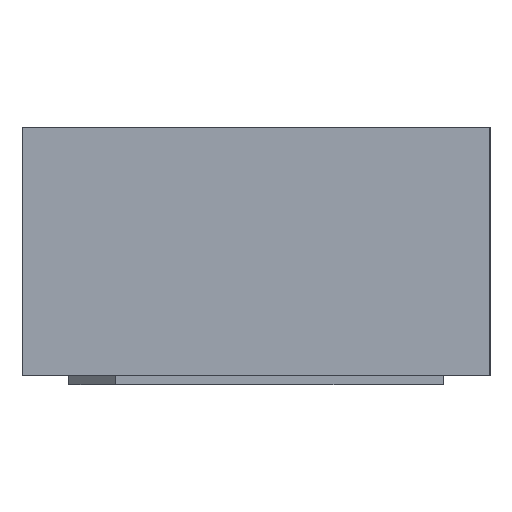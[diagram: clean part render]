
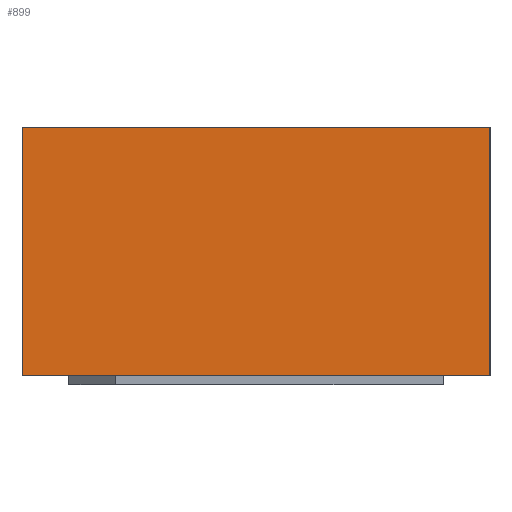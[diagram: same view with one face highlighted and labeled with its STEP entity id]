
A CAD part, left-side view. The second image highlights one B-rep face of the part: STEP entity #899.
In plain terms, the highlighted planar face has unit normal (-1, 0, 0).
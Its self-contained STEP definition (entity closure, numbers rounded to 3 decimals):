
#258 = VECTOR ( 'NONE', #1518, 1000. ) ;
#281 = VECTOR ( 'NONE', #2293, 1000. ) ;
#376 = PLANE ( 'NONE',  #3070 ) ;
#391 = ORIENTED_EDGE ( 'NONE', *, *, #3229, .T. ) ;
#440 = LINE ( 'NONE', #925, #281 ) ;
#603 = CARTESIAN_POINT ( 'NONE',  ( -0.8, 0.5, 0. ) ) ;
#629 = EDGE_CURVE ( 'NONE', #791, #2335, #751, .T. ) ;
#668 = CARTESIAN_POINT ( 'NONE',  ( -0.8, -0.5, 0.53 ) ) ;
#751 = LINE ( 'NONE', #992, #837 ) ;
#773 = ORIENTED_EDGE ( 'NONE', *, *, #3290, .T. ) ;
#791 = VERTEX_POINT ( 'NONE', #668 ) ;
#796 = DIRECTION ( 'NONE',  ( 0., -1., 0. ) ) ;
#837 = VECTOR ( 'NONE', #1586, 1000. ) ;
#899 = ADVANCED_FACE ( 'NONE', ( #1287 ), #376, .F. ) ;
#925 = CARTESIAN_POINT ( 'NONE',  ( -0.8, 0.5, 0.53 ) ) ;
#992 = CARTESIAN_POINT ( 'NONE',  ( -0.8, -0.5, 0.53 ) ) ;
#995 = CARTESIAN_POINT ( 'NONE',  ( -0.8, -0.5, 0. ) ) ;
#1025 = VECTOR ( 'NONE', #796, 1000. ) ;
#1139 = EDGE_CURVE ( 'NONE', #2395, #791, #2941, .T. ) ;
#1287 = FACE_OUTER_BOUND ( 'NONE', #3385, .T. ) ;
#1518 = DIRECTION ( 'NONE',  ( 0., -1., 0. ) ) ;
#1586 = DIRECTION ( 'NONE',  ( 0., 0., -1. ) ) ;
#1641 = CARTESIAN_POINT ( 'NONE',  ( -0.8, -0.5, 0. ) ) ;
#1810 = ORIENTED_EDGE ( 'NONE', *, *, #629, .F. ) ;
#2256 = CARTESIAN_POINT ( 'NONE',  ( -0.8, -0.5, 0.53 ) ) ;
#2291 = VERTEX_POINT ( 'NONE', #603 ) ;
#2293 = DIRECTION ( 'NONE',  ( 0., 0., -1. ) ) ;
#2335 = VERTEX_POINT ( 'NONE', #1641 ) ;
#2395 = VERTEX_POINT ( 'NONE', #3215 ) ;
#2501 = DIRECTION ( 'NONE',  ( 1., 0., 0. ) ) ;
#2725 = CARTESIAN_POINT ( 'NONE',  ( -0.8, -0.5, 0.53 ) ) ;
#2920 = LINE ( 'NONE', #995, #258 ) ;
#2941 = LINE ( 'NONE', #2725, #1025 ) ;
#3070 = AXIS2_PLACEMENT_3D ( 'NONE', #2256, #2501, #3165 ) ;
#3165 = DIRECTION ( 'NONE',  ( 0., 0., -1. ) ) ;
#3215 = CARTESIAN_POINT ( 'NONE',  ( -0.8, 0.5, 0.53 ) ) ;
#3220 = ORIENTED_EDGE ( 'NONE', *, *, #1139, .F. ) ;
#3229 = EDGE_CURVE ( 'NONE', #2395, #2291, #440, .T. ) ;
#3290 = EDGE_CURVE ( 'NONE', #2291, #2335, #2920, .T. ) ;
#3385 = EDGE_LOOP ( 'NONE', ( #773, #1810, #3220, #391 ) ) ;
